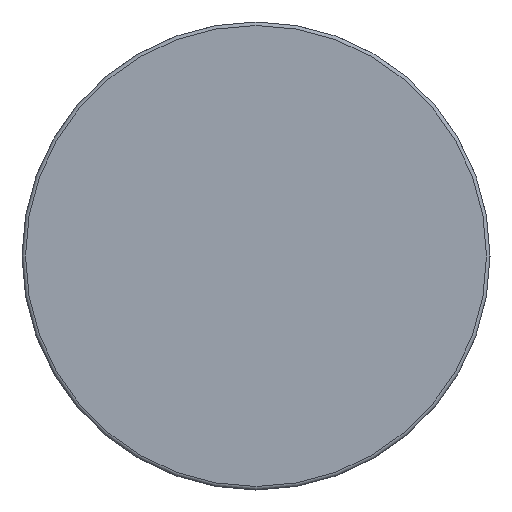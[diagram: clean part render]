
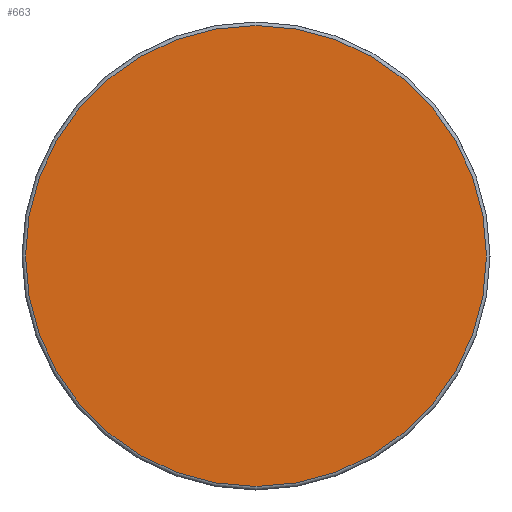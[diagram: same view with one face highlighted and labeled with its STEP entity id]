
A CAD part, front view. The second image highlights one B-rep face of the part: STEP entity #663.
In plain terms, the highlighted planar face has unit normal (0, -1, 0).
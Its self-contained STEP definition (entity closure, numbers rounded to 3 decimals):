
#32=PLANE('',#777);
#108=FACE_OUTER_BOUND('',#147,.T.);
#147=EDGE_LOOP('',(#585,#586));
#206=CIRCLE('',#740,16.25);
#207=CIRCLE('',#741,16.25);
#276=VERTEX_POINT('',#1162);
#277=VERTEX_POINT('',#1164);
#363=EDGE_CURVE('',#276,#277,#206,.T.);
#364=EDGE_CURVE('',#277,#276,#207,.T.);
#585=ORIENTED_EDGE('',*,*,#364,.F.);
#586=ORIENTED_EDGE('',*,*,#363,.F.);
#663=ADVANCED_FACE('',(#108),#32,.T.);
#740=AXIS2_PLACEMENT_3D('',#1165,#902,#903);
#741=AXIS2_PLACEMENT_3D('',#1166,#904,#905);
#777=AXIS2_PLACEMENT_3D('',#1227,#980,#981);
#902=DIRECTION('center_axis',(0.,1.,0.));
#903=DIRECTION('ref_axis',(-1.,0.,0.));
#904=DIRECTION('center_axis',(0.,1.,0.));
#905=DIRECTION('ref_axis',(-1.,0.,0.));
#980=DIRECTION('center_axis',(0.,-1.,0.));
#981=DIRECTION('ref_axis',(0.,0.,-1.));
#1162=CARTESIAN_POINT('',(0.,0.,-16.25));
#1164=CARTESIAN_POINT('',(-16.25,0.,0.));
#1165=CARTESIAN_POINT('Origin',(0.,0.,0.));
#1166=CARTESIAN_POINT('Origin',(0.,0.,0.));
#1227=CARTESIAN_POINT('Origin',(-8.125,0.,0.));
